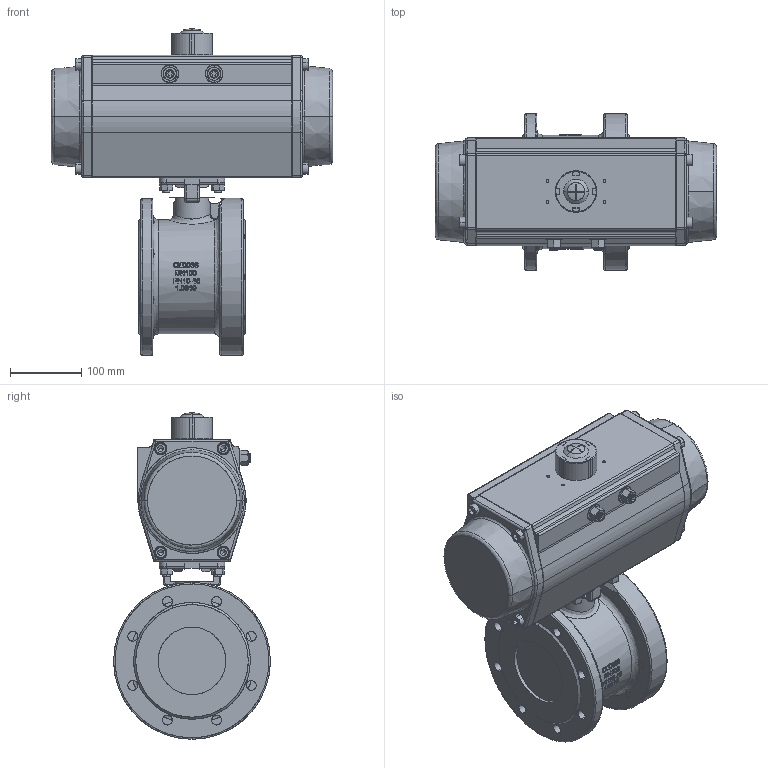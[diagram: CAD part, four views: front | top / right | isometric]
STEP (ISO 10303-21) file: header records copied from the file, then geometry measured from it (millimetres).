
FILE_DESCRIPTION (( 'STEP AP214' ), '1' );
FILE_NAME ('PK06_DN100 (PK06010011).STEP', '2022-05-03T07:53:47', ( '' ), ( '' ), 'SwSTEP 2.0', 'SolidWorks 2021', '' );
FILE_SCHEMA (( 'AUTOMOTIVE_DESIGN' ));
Length unit declared in the file: metre
Products named in the file (1): PK06_DN100 (PK06010011)
Bounding box: 395 x 220 x 458.19 mm (x, y, z)
Surface area: 542331.6 mm2 (no closed solid volume)
Topology: 0 solids, 736 shells, 973 faces, 4822 edges, 4467 vertices
Faces by surface type: plane 323, cylinder 310, bspline 197, cone 129, torus 10, sphere 4
Entity records: 119347 total; most frequent: CARTESIAN_POINT 75163, DIRECTION 5672, ORIENTED_EDGE 5221, EDGE_CURVE 4774, VERTEX_POINT 4467, AXIS2_PLACEMENT_3D 1987, B_SPLINE_CURVE_WITH_KNOTS 1866, LINE 1698
